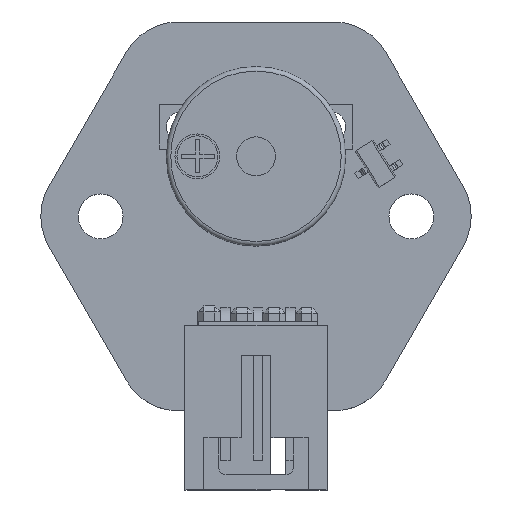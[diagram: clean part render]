
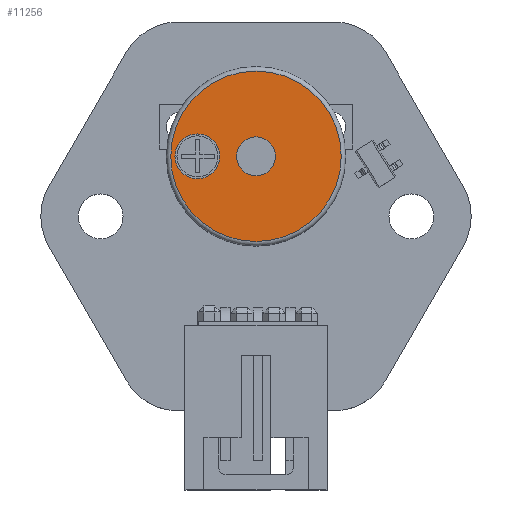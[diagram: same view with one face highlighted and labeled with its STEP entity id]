
A CAD part, top view. The second image highlights one B-rep face of the part: STEP entity #11256.
In plain terms, the highlighted planar face has unit normal (0, 0, 1).
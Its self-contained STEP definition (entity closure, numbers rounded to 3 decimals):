
#11256 = ADVANCED_FACE('',(#11257,#11293,#11324),#11270,.F.);
#11257 = FACE_BOUND('',#11258,.T.);
#11258 = EDGE_LOOP('',(#11259));
#11259 = ORIENTED_EDGE('',*,*,#11260,.F.);
#11260 = EDGE_CURVE('',#11261,#11261,#11263,.T.);
#11261 = VERTEX_POINT('',#11262);
#11262 = CARTESIAN_POINT('',(0.,9.7,11.271));
#11263 = SURFACE_CURVE('',#11264,(#11269,#11281),.PCURVE_S1.);
#11264 = CIRCLE('',#11265,5.7);
#11265 = AXIS2_PLACEMENT_3D('',#11266,#11267,#11268);
#11266 = CARTESIAN_POINT('',(0.,4.,11.271));
#11267 = DIRECTION('',(0.,0.,-1.));
#11268 = DIRECTION('',(0.,1.,0.));
#11269 = PCURVE('',#11270,#11275);
#11270 = PLANE('',#11271);
#11271 = AXIS2_PLACEMENT_3D('',#11272,#11273,#11274);
#11272 = CARTESIAN_POINT('',(0.,4.,11.271));
#11273 = DIRECTION('',(0.,0.,-1.));
#11274 = DIRECTION('',(0.,1.,0.));
#11275 = DEFINITIONAL_REPRESENTATION('',(#11276),#11280);
#11276 = CIRCLE('',#11277,5.7);
#11277 = AXIS2_PLACEMENT_2D('',#11278,#11279);
#11278 = CARTESIAN_POINT('',(0.,0.));
#11279 = DIRECTION('',(1.,0.));
#11280 = ( GEOMETRIC_REPRESENTATION_CONTEXT(2) 
PARAMETRIC_REPRESENTATION_CONTEXT() REPRESENTATION_CONTEXT('2D SPACE',''
  ) );
#11281 = PCURVE('',#11282,#11287);
#11282 = TOROIDAL_SURFACE('',#11283,5.7,0.3);
#11283 = AXIS2_PLACEMENT_3D('',#11284,#11285,#11286);
#11284 = CARTESIAN_POINT('',(0.,4.,10.971));
#11285 = DIRECTION('',(0.,0.,-1.));
#11286 = DIRECTION('',(0.,1.,0.));
#11287 = DEFINITIONAL_REPRESENTATION('',(#11288),#11292);
#11288 = LINE('',#11289,#11290);
#11289 = CARTESIAN_POINT('',(0.,4.712));
#11290 = VECTOR('',#11291,1.);
#11291 = DIRECTION('',(1.,0.));
#11292 = ( GEOMETRIC_REPRESENTATION_CONTEXT(2) 
PARAMETRIC_REPRESENTATION_CONTEXT() REPRESENTATION_CONTEXT('2D SPACE',''
  ) );
#11293 = FACE_BOUND('',#11294,.T.);
#11294 = EDGE_LOOP('',(#11295));
#11295 = ORIENTED_EDGE('',*,*,#11296,.T.);
#11296 = EDGE_CURVE('',#11297,#11297,#11299,.T.);
#11297 = VERTEX_POINT('',#11298);
#11298 = CARTESIAN_POINT('',(0.,5.3,11.271));
#11299 = SURFACE_CURVE('',#11300,(#11305,#11312),.PCURVE_S1.);
#11300 = CIRCLE('',#11301,1.3);
#11301 = AXIS2_PLACEMENT_3D('',#11302,#11303,#11304);
#11302 = CARTESIAN_POINT('',(0.,4.,11.271));
#11303 = DIRECTION('',(0.,0.,-1.));
#11304 = DIRECTION('',(0.,1.,0.));
#11305 = PCURVE('',#11270,#11306);
#11306 = DEFINITIONAL_REPRESENTATION('',(#11307),#11311);
#11307 = CIRCLE('',#11308,1.3);
#11308 = AXIS2_PLACEMENT_2D('',#11309,#11310);
#11309 = CARTESIAN_POINT('',(0.,0.));
#11310 = DIRECTION('',(1.,0.));
#11311 = ( GEOMETRIC_REPRESENTATION_CONTEXT(2) 
PARAMETRIC_REPRESENTATION_CONTEXT() REPRESENTATION_CONTEXT('2D SPACE',''
  ) );
#11312 = PCURVE('',#11313,#11318);
#11313 = CYLINDRICAL_SURFACE('',#11314,1.3);
#11314 = AXIS2_PLACEMENT_3D('',#11315,#11316,#11317);
#11315 = CARTESIAN_POINT('',(0.,4.,10.771));
#11316 = DIRECTION('',(0.,0.,1.));
#11317 = DIRECTION('',(0.,1.,0.));
#11318 = DEFINITIONAL_REPRESENTATION('',(#11319),#11323);
#11319 = LINE('',#11320,#11321);
#11320 = CARTESIAN_POINT('',(-0.,0.5));
#11321 = VECTOR('',#11322,1.);
#11322 = DIRECTION('',(-1.,0.));
#11323 = ( GEOMETRIC_REPRESENTATION_CONTEXT(2) 
PARAMETRIC_REPRESENTATION_CONTEXT() REPRESENTATION_CONTEXT('2D SPACE',''
  ) );
#11324 = FACE_BOUND('',#11325,.T.);
#11325 = EDGE_LOOP('',(#11326));
#11326 = ORIENTED_EDGE('',*,*,#11327,.T.);
#11327 = EDGE_CURVE('',#11328,#11328,#11330,.T.);
#11328 = VERTEX_POINT('',#11329);
#11329 = CARTESIAN_POINT('',(-3.923,5.5,11.271));
#11330 = SURFACE_CURVE('',#11331,(#11336,#11343),.PCURVE_S1.);
#11331 = CIRCLE('',#11332,1.5);
#11332 = AXIS2_PLACEMENT_3D('',#11333,#11334,#11335);
#11333 = CARTESIAN_POINT('',(-3.923,4.,11.271));
#11334 = DIRECTION('',(0.,0.,-1.));
#11335 = DIRECTION('',(0.,1.,0.));
#11336 = PCURVE('',#11270,#11337);
#11337 = DEFINITIONAL_REPRESENTATION('',(#11338),#11342);
#11338 = CIRCLE('',#11339,1.5);
#11339 = AXIS2_PLACEMENT_2D('',#11340,#11341);
#11340 = CARTESIAN_POINT('',(0.,-3.923));
#11341 = DIRECTION('',(1.,0.));
#11342 = ( GEOMETRIC_REPRESENTATION_CONTEXT(2) 
PARAMETRIC_REPRESENTATION_CONTEXT() REPRESENTATION_CONTEXT('2D SPACE',''
  ) );
#11343 = PCURVE('',#11344,#11349);
#11344 = CYLINDRICAL_SURFACE('',#11345,1.5);
#11345 = AXIS2_PLACEMENT_3D('',#11346,#11347,#11348);
#11346 = CARTESIAN_POINT('',(-3.923,4.,11.2));
#11347 = DIRECTION('',(0.,-0.,-1.));
#11348 = DIRECTION('',(0.,1.,0.));
#11349 = DEFINITIONAL_REPRESENTATION('',(#11350),#11354);
#11350 = LINE('',#11351,#11352);
#11351 = CARTESIAN_POINT('',(-6.283,-0.071));
#11352 = VECTOR('',#11353,1.);
#11353 = DIRECTION('',(1.,-0.));
#11354 = ( GEOMETRIC_REPRESENTATION_CONTEXT(2) 
PARAMETRIC_REPRESENTATION_CONTEXT() REPRESENTATION_CONTEXT('2D SPACE',''
  ) );
